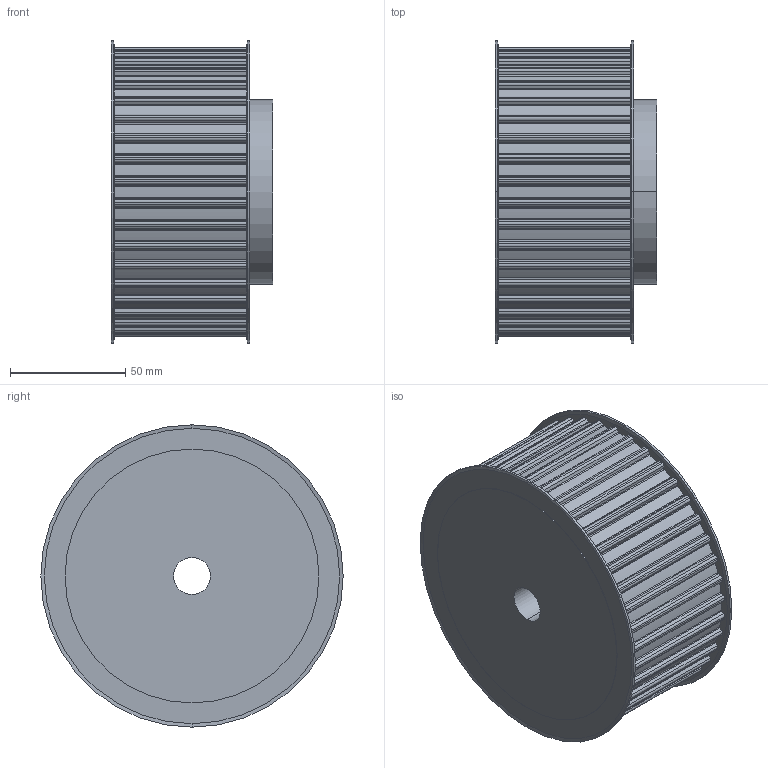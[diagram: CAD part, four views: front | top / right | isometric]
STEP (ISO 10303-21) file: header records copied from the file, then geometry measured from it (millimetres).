
FILE_DESCRIPTION(('STEP AP214'),'1');
FILE_NAME('cctmp_3F9EEBA4-8707-4FC7-BDE6-3308B7470E28_2021_1_7_12_57_55_621..stp','2021-01-07T11:57:55',('Mulco-Europe EWIV'),('CADClick - www.CADClick.com'),'Spatial InterOp 3D',' ','unknown authorization');
FILE_SCHEMA(('AUTOMOTIVE_DESIGN'));
Length unit declared in the file: millimetre
Products named in the file (1): 2021_01_07__12-57-55-606
Bounding box: 70 x 131 x 131 mm (x, y, z)
Volume: 744570.5 mm3; surface area: 65145.4 mm2
Topology: 1 solids, 1 shells, 347 faces, 1012 edges, 672 vertices
Faces by surface type: cylinder 252, plane 87, cone 8
Entity records: 14538 total; most frequent: DIRECTION 2220, CARTESIAN_POINT 2032, ORIENTED_EDGE 2024, EDGE_CURVE 1012, AXIS2_PLACEMENT_3D 860, VERTEX_POINT 672, CIRCLE 512, LINE 500
